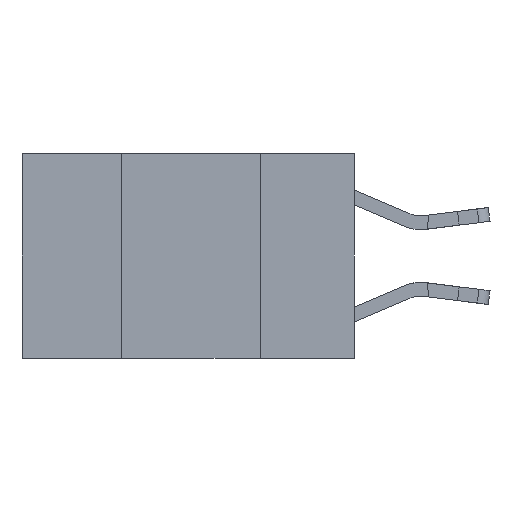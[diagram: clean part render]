
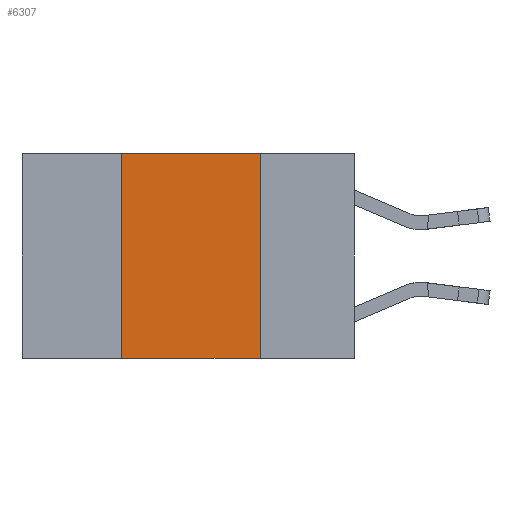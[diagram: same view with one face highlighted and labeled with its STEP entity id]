
A CAD part, left-side view. The second image highlights one B-rep face of the part: STEP entity #6307.
In plain terms, the highlighted planar face has unit normal (-1, 0, 0).
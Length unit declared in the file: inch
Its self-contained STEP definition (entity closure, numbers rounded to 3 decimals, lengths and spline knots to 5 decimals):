
#318 = ORIENTED_EDGE ( 'NONE', *, *, #8652, .T. ) ;
#344 = VERTEX_POINT ( 'NONE', #11779 ) ;
#487 = ORIENTED_EDGE ( 'NONE', *, *, #3895, .F. ) ;
#1198 = LINE ( 'NONE', #3574, #1427 ) ;
#1427 = VECTOR ( 'NONE', #8021, 39.37008 ) ;
#2183 = CARTESIAN_POINT ( 'NONE',  ( 0., 0.6, 0. ) ) ;
#3453 = DIRECTION ( 'NONE',  ( 1., 0., 0. ) ) ;
#3574 = CARTESIAN_POINT ( 'NONE',  ( 0., 0.17, 0. ) ) ;
#3842 = CARTESIAN_POINT ( 'NONE',  ( 0., 0.17, -0.37 ) ) ;
#3895 = EDGE_CURVE ( 'NONE', #4071, #13996, #11332, .T. ) ;
#4071 = VERTEX_POINT ( 'NONE', #11756 ) ;
#4075 = LINE ( 'NONE', #5231, #6170 ) ;
#4803 = ORIENTED_EDGE ( 'NONE', *, *, #14265, .F. ) ;
#5231 = CARTESIAN_POINT ( 'NONE',  ( 0., 0.6, -0.37 ) ) ;
#5811 = PLANE ( 'NONE',  #9476 ) ;
#6170 = VECTOR ( 'NONE', #14468, 39.37008 ) ;
#6307 = ADVANCED_FACE ( 'NONE', ( #11513 ), #5811, .F. ) ;
#6408 = VERTEX_POINT ( 'NONE', #3842 ) ;
#6755 = DIRECTION ( 'NONE',  ( 0., -1., 0. ) ) ;
#8021 = DIRECTION ( 'NONE',  ( 0., 0., -1. ) ) ;
#8652 = EDGE_CURVE ( 'NONE', #344, #6408, #4075, .T. ) ;
#8799 = LINE ( 'NONE', #11351, #9509 ) ;
#8925 = ORIENTED_EDGE ( 'NONE', *, *, #9168, .F. ) ;
#9168 = EDGE_CURVE ( 'NONE', #344, #4071, #8799, .T. ) ;
#9476 = AXIS2_PLACEMENT_3D ( 'NONE', #10382, #3453, #14749 ) ;
#9509 = VECTOR ( 'NONE', #10074, 39.37008 ) ;
#10074 = DIRECTION ( 'NONE',  ( 0., 0., 1. ) ) ;
#10382 = CARTESIAN_POINT ( 'NONE',  ( 0., 0.6, 0. ) ) ;
#11332 = LINE ( 'NONE', #2183, #12793 ) ;
#11351 = CARTESIAN_POINT ( 'NONE',  ( 0., 0.42, 0. ) ) ;
#11513 = FACE_OUTER_BOUND ( 'NONE', #13981, .T. ) ;
#11756 = CARTESIAN_POINT ( 'NONE',  ( 0., 0.42, 0. ) ) ;
#11779 = CARTESIAN_POINT ( 'NONE',  ( 0., 0.42, -0.37 ) ) ;
#12793 = VECTOR ( 'NONE', #6755, 39.37008 ) ;
#13981 = EDGE_LOOP ( 'NONE', ( #4803, #487, #8925, #318 ) ) ;
#13996 = VERTEX_POINT ( 'NONE', #14424 ) ;
#14265 = EDGE_CURVE ( 'NONE', #13996, #6408, #1198, .T. ) ;
#14424 = CARTESIAN_POINT ( 'NONE',  ( 0., 0.17, 0. ) ) ;
#14468 = DIRECTION ( 'NONE',  ( 0., -1., 0. ) ) ;
#14749 = DIRECTION ( 'NONE',  ( 0., 0., -1. ) ) ;
